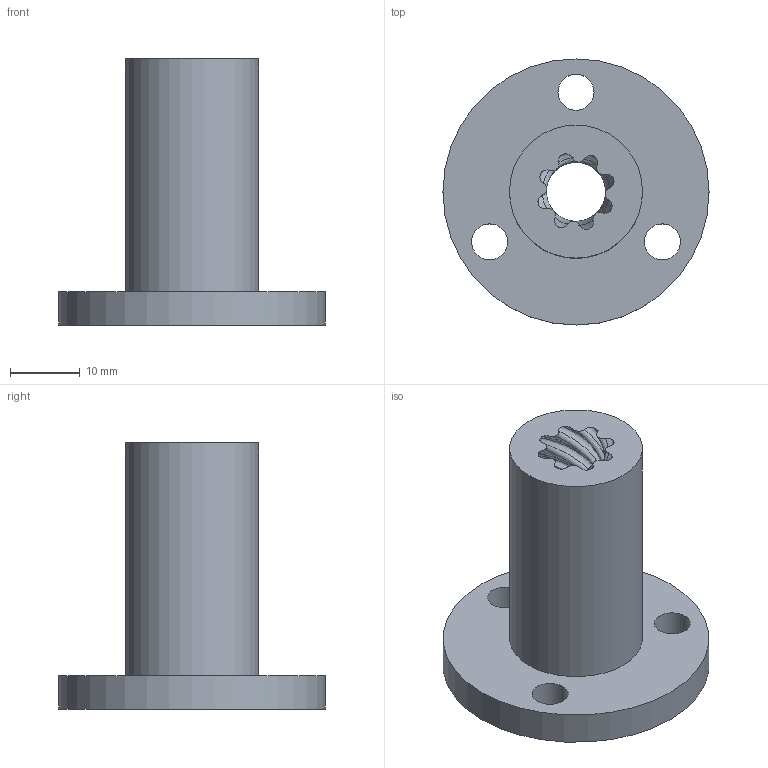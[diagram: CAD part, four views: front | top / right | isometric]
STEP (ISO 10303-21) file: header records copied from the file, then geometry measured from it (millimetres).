
FILE_DESCRIPTION((''),'2;1');
FILE_NAME('LEAD NUT.ipt.step','2013-12-08T06:22:06',(''),(''),'Autodesk Inventor 2013','Autodesk Inventor 2013','');
FILE_SCHEMA(('AUTOMOTIVE_DESIGN { 1 0 10303 214 1 1 1 1 }'));
Length unit declared in the file: millimetre
Products named in the file (1): LEAD NUT
Bounding box: 38.1 x 38.1 x 38.1 mm (x, y, z)
Volume: 11671.9 mm3; surface area: 6757.2 mm2
Topology: 1 solids, 1 shells, 32 faces, 87 edges, 58 vertices
Faces by surface type: bspline 24, cylinder 5, plane 3
Full cylindrical faces by diameter (mm): 5.156 x3, 19.05 x1, 38.1 x1
Entity records: 5020 total; most frequent: CARTESIAN_POINT 4288, ORIENTED_EDGE 164, DIRECTION 86, EDGE_CURVE 82, VERTEX_POINT 58, B_SPLINE_CURVE_WITH_KNOTS 48, EDGE_LOOP 46, AXIS2_PLACEMENT_3D 43
